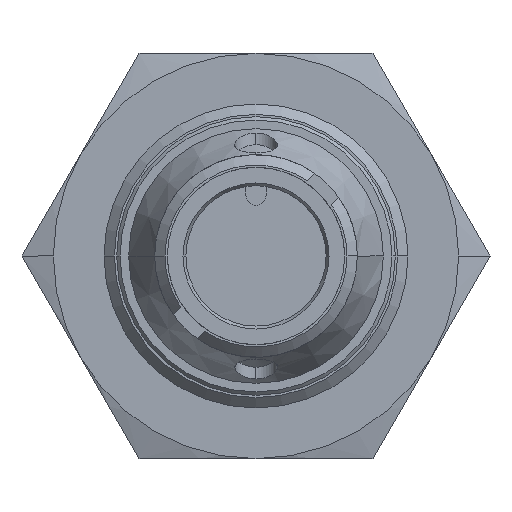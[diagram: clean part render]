
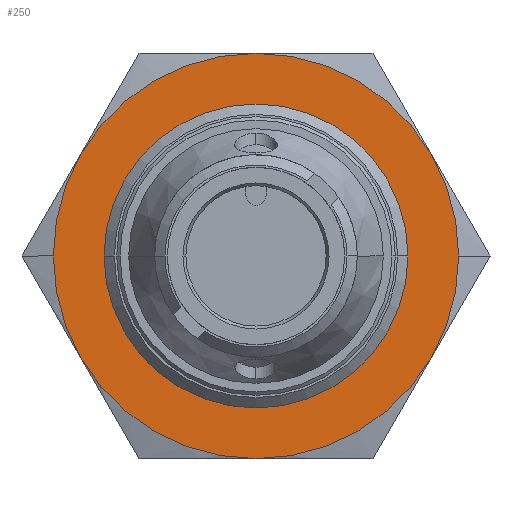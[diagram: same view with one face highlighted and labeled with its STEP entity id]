
A CAD part, left-side view. The second image highlights one B-rep face of the part: STEP entity #250.
In plain terms, the highlighted planar face has unit normal (-1, 0, 0).
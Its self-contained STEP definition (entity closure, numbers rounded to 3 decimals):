
#250 = ADVANCED_FACE( '', ( #447, #448 ), #449, .T. );
#447 = FACE_BOUND( '', #679, .T. );
#448 = FACE_OUTER_BOUND( '', #680, .T. );
#449 = PLANE( '', #681 );
#679 = EDGE_LOOP( '', ( #1330, #1331 ) );
#680 = EDGE_LOOP( '', ( #1332, #1333, #1334, #1335, #1336, #1337, #1338, #1339 ) );
#681 = AXIS2_PLACEMENT_3D( '', #1340, #1341, #1342 );
#1330 = ORIENTED_EDGE( '', *, *, #1702, .T. );
#1331 = ORIENTED_EDGE( '', *, *, #1753, .T. );
#1332 = ORIENTED_EDGE( '', *, *, #1745, .F. );
#1333 = ORIENTED_EDGE( '', *, *, #1746, .F. );
#1334 = ORIENTED_EDGE( '', *, *, #1741, .F. );
#1335 = ORIENTED_EDGE( '', *, *, #1742, .F. );
#1336 = ORIENTED_EDGE( '', *, *, #1714, .F. );
#1337 = ORIENTED_EDGE( '', *, *, #1743, .F. );
#1338 = ORIENTED_EDGE( '', *, *, #1744, .F. );
#1339 = ORIENTED_EDGE( '', *, *, #1710, .F. );
#1340 = CARTESIAN_POINT( '', ( 44., -6., 0. ) );
#1341 = DIRECTION( '', ( -1., 0., 0. ) );
#1342 = DIRECTION( '', ( 0., 1., 0. ) );
#1702 = EDGE_CURVE( '', #2029, #2031, #2033, .T. );
#1710 = EDGE_CURVE( '', #2046, #2049, #2050, .T. );
#1714 = EDGE_CURVE( '', #2055, #2053, #2057, .T. );
#1741 = EDGE_CURVE( '', #2091, #2082, #2100, .T. );
#1742 = EDGE_CURVE( '', #2053, #2091, #2101, .T. );
#1743 = EDGE_CURVE( '', #2059, #2055, #2102, .T. );
#1744 = EDGE_CURVE( '', #2049, #2059, #2103, .T. );
#1745 = EDGE_CURVE( '', #2070, #2046, #2104, .T. );
#1746 = EDGE_CURVE( '', #2082, #2070, #2105, .T. );
#1753 = EDGE_CURVE( '', #2031, #2029, #2112, .T. );
#2029 = VERTEX_POINT( '', #2672 );
#2031 = VERTEX_POINT( '', #2675 );
#2033 = CIRCLE( '', #2678, 9. );
#2046 = VERTEX_POINT( '', #2711 );
#2049 = VERTEX_POINT( '', #2715 );
#2050 = CIRCLE( '', #2716, 12. );
#2053 = VERTEX_POINT( '', #2728 );
#2055 = VERTEX_POINT( '', #2731 );
#2057 = CIRCLE( '', #2742, 12. );
#2059 = VERTEX_POINT( '', #2744 );
#2070 = VERTEX_POINT( '', #2793 );
#2082 = VERTEX_POINT( '', #2861 );
#2091 = VERTEX_POINT( '', #2907 );
#2100 = CIRCLE( '', #2971, 12. );
#2101 = CIRCLE( '', #2972, 12. );
#2102 = CIRCLE( '', #2973, 12. );
#2103 = CIRCLE( '', #2974, 12. );
#2104 = CIRCLE( '', #2975, 12. );
#2105 = CIRCLE( '', #2976, 12. );
#2112 = CIRCLE( '', #2983, 9. );
#2672 = CARTESIAN_POINT( '', ( 44., -9., 0. ) );
#2675 = CARTESIAN_POINT( '', ( 44., 9., 0. ) );
#2678 = AXIS2_PLACEMENT_3D( '', #3539, #3540, #3541 );
#2711 = CARTESIAN_POINT( '', ( 44., -12., 0. ) );
#2715 = CARTESIAN_POINT( '', ( 44., -10.392, -6. ) );
#2716 = AXIS2_PLACEMENT_3D( '', #3551, #3552, #3553 );
#2728 = CARTESIAN_POINT( '', ( 44., 12., 0. ) );
#2731 = CARTESIAN_POINT( '', ( 44., 10.392, -6. ) );
#2742 = AXIS2_PLACEMENT_3D( '', #3555, #3556, #3557 );
#2744 = CARTESIAN_POINT( '', ( 44., 0., -12. ) );
#2793 = CARTESIAN_POINT( '', ( 44., -10.392, 6. ) );
#2861 = CARTESIAN_POINT( '', ( 44., 0., 12. ) );
#2907 = CARTESIAN_POINT( '', ( 44., 10.392, 6. ) );
#2971 = AXIS2_PLACEMENT_3D( '', #3564, #3565, #3566 );
#2972 = AXIS2_PLACEMENT_3D( '', #3567, #3568, #3569 );
#2973 = AXIS2_PLACEMENT_3D( '', #3570, #3571, #3572 );
#2974 = AXIS2_PLACEMENT_3D( '', #3573, #3574, #3575 );
#2975 = AXIS2_PLACEMENT_3D( '', #3576, #3577, #3578 );
#2976 = AXIS2_PLACEMENT_3D( '', #3579, #3580, #3581 );
#2983 = AXIS2_PLACEMENT_3D( '', #3600, #3601, #3602 );
#3539 = CARTESIAN_POINT( '', ( 44., 0., 0. ) );
#3540 = DIRECTION( '', ( 1., 0., 0. ) );
#3541 = DIRECTION( '', ( 0., -1., 0. ) );
#3551 = CARTESIAN_POINT( '', ( 44., 0., 0. ) );
#3552 = DIRECTION( '', ( 1., 0., 0. ) );
#3553 = DIRECTION( '', ( 0., -1., 0. ) );
#3555 = CARTESIAN_POINT( '', ( 44., 0., 0. ) );
#3556 = DIRECTION( '', ( 1., 0., 0. ) );
#3557 = DIRECTION( '', ( 0., -1., 0. ) );
#3564 = CARTESIAN_POINT( '', ( 44., 0., 0. ) );
#3565 = DIRECTION( '', ( 1., 0., 0. ) );
#3566 = DIRECTION( '', ( 0., -1., 0. ) );
#3567 = CARTESIAN_POINT( '', ( 44., 0., 0. ) );
#3568 = DIRECTION( '', ( 1., 0., 0. ) );
#3569 = DIRECTION( '', ( 0., -1., 0. ) );
#3570 = CARTESIAN_POINT( '', ( 44., 0., 0. ) );
#3571 = DIRECTION( '', ( 1., 0., 0. ) );
#3572 = DIRECTION( '', ( 0., -1., 0. ) );
#3573 = CARTESIAN_POINT( '', ( 44., 0., 0. ) );
#3574 = DIRECTION( '', ( 1., 0., 0. ) );
#3575 = DIRECTION( '', ( 0., -1., 0. ) );
#3576 = CARTESIAN_POINT( '', ( 44., 0., 0. ) );
#3577 = DIRECTION( '', ( 1., 0., 0. ) );
#3578 = DIRECTION( '', ( 0., -1., 0. ) );
#3579 = CARTESIAN_POINT( '', ( 44., 0., 0. ) );
#3580 = DIRECTION( '', ( 1., 0., 0. ) );
#3581 = DIRECTION( '', ( 0., -1., 0. ) );
#3600 = CARTESIAN_POINT( '', ( 44., 0., 0. ) );
#3601 = DIRECTION( '', ( 1., 0., 0. ) );
#3602 = DIRECTION( '', ( 0., -1., 0. ) );
